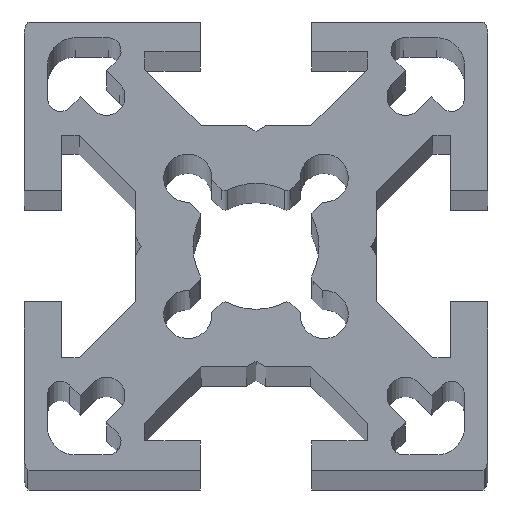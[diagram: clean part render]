
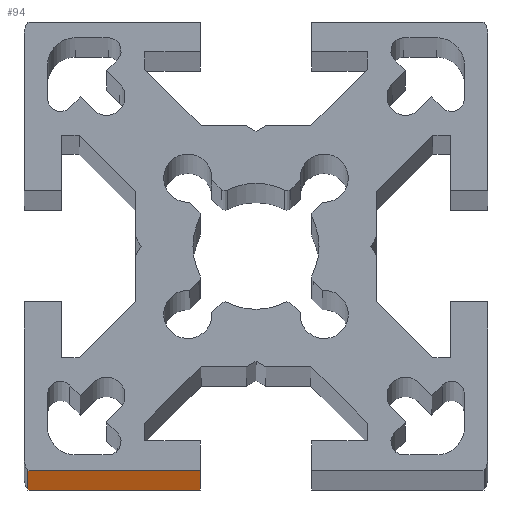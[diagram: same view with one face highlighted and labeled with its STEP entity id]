
A CAD part, top view. The second image highlights one B-rep face of the part: STEP entity #94.
In plain terms, the highlighted planar face has unit normal (0, -1, 0).
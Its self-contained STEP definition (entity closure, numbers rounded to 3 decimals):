
#94 = ADVANCED_FACE( '', ( #250 ), #251, .T. );
#250 = FACE_OUTER_BOUND( '', #512, .T. );
#251 = PLANE( '', #513 );
#512 = EDGE_LOOP( '', ( #1099, #1100, #1101, #1102 ) );
#513 = AXIS2_PLACEMENT_3D( '', #1103, #1104, #1105 );
#1099 = ORIENTED_EDGE( '', *, *, #2058, .F. );
#1100 = ORIENTED_EDGE( '', *, *, #2114, .F. );
#1101 = ORIENTED_EDGE( '', *, *, #1965, .T. );
#1102 = ORIENTED_EDGE( '', *, *, #2115, .T. );
#1103 = CARTESIAN_POINT( '', ( -12.3, -12.1, -600. ) );
#1104 = DIRECTION( '', ( 0., -1., 0. ) );
#1105 = DIRECTION( '', ( 1., 0., 0. ) );
#1965 = EDGE_CURVE( '', #2452, #2450, #2453, .T. );
#2058 = EDGE_CURVE( '', #2632, #2634, #2635, .T. );
#2114 = EDGE_CURVE( '', #2452, #2632, #2734, .T. );
#2115 = EDGE_CURVE( '', #2450, #2634, #2735, .T. );
#2450 = VERTEX_POINT( '', #3150 );
#2452 = VERTEX_POINT( '', #3153 );
#2453 = LINE( '', #3154, #3155 );
#2632 = VERTEX_POINT( '', #3393 );
#2634 = VERTEX_POINT( '', #3395 );
#2635 = LINE( '', #3396, #3397 );
#2734 = LINE( '', #3548, #3549 );
#2735 = LINE( '', #3550, #3551 );
#3150 = CARTESIAN_POINT( '', ( -3., -12.1, -600. ) );
#3153 = CARTESIAN_POINT( '', ( -12.3, -12.1, -600. ) );
#3154 = CARTESIAN_POINT( '', ( -12.3, -12.1, -600. ) );
#3155 = VECTOR( '', #3949, 1000. );
#3393 = CARTESIAN_POINT( '', ( -12.3, -12.1, 0. ) );
#3395 = CARTESIAN_POINT( '', ( -3., -12.1, 0. ) );
#3396 = CARTESIAN_POINT( '', ( -12.3, -12.1, 0. ) );
#3397 = VECTOR( '', #4108, 1000. );
#3548 = CARTESIAN_POINT( '', ( -12.3, -12.1, -600. ) );
#3549 = VECTOR( '', #4170, 1000. );
#3550 = CARTESIAN_POINT( '', ( -3., -12.1, -600. ) );
#3551 = VECTOR( '', #4171, 1000. );
#3949 = DIRECTION( '', ( 1., 0., 0. ) );
#4108 = DIRECTION( '', ( 1., 0., 0. ) );
#4170 = DIRECTION( '', ( 0., 0., 1. ) );
#4171 = DIRECTION( '', ( 0., 0., 1. ) );
